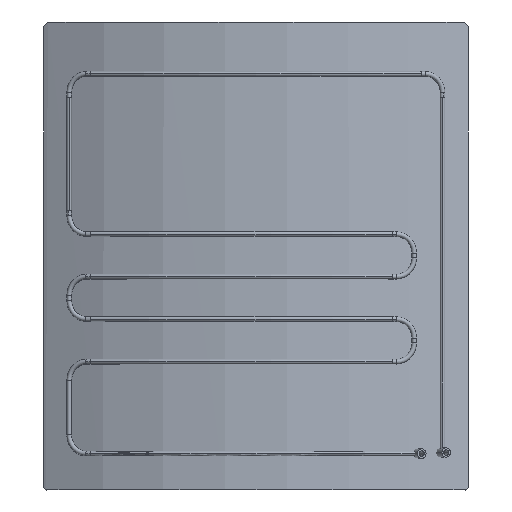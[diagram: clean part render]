
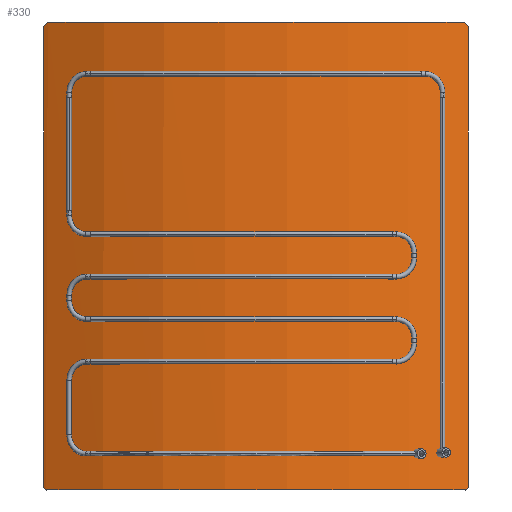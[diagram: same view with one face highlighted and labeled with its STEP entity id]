
A CAD part, top view. The second image highlights one B-rep face of the part: STEP entity #330.
In plain terms, the highlighted cylindrical face has radius 925 mm (diameter 1850 mm), a partial arc.
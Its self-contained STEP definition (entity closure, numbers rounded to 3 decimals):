
#33 = VERTEX_POINT ( 'NONE', #6438 ) ;
#283 = FACE_OUTER_BOUND ( 'NONE', #3115, .T. ) ;
#330 = ADVANCED_FACE ( 'NONE', ( #283 ), #3241, .T. ) ;
#463 = CARTESIAN_POINT ( 'NONE',  ( 0., 496., -808.161 ) ) ;
#543 = LINE ( 'NONE', #5186, #1944 ) ;
#582 = ORIENTED_EDGE ( 'NONE', *, *, #4562, .T. ) ;
#678 = CARTESIAN_POINT ( 'NONE',  ( 441.237, 496., 4.818 ) ) ;
#731 = VERTEX_POINT ( 'NONE', #5410 ) ;
#743 = AXIS2_PLACEMENT_3D ( 'NONE', #4758, #3781, #3444 ) ;
#990 = LINE ( 'NONE', #5995, #6844 ) ;
#1095 = DIRECTION ( 'NONE',  ( 0., 1., 0. ) ) ;
#1133 = CARTESIAN_POINT ( 'NONE',  ( 450., 486., 0. ) ) ;
#1242 =( BOUNDED_CURVE ( )  B_SPLINE_CURVE ( 3, ( #6321, #2486, #2287, #6716 ),
 .UNSPECIFIED., .F., .T. ) 
 B_SPLINE_CURVE_WITH_KNOTS ( ( 4, 4 ),
 ( 4.702, 4.712 ),
 .UNSPECIFIED. ) 
 CURVE ( )  GEOMETRIC_REPRESENTATION_ITEM ( )  RATIONAL_B_SPLINE_CURVE ( ( 1., 1., 1., 1. ) ) 
 REPRESENTATION_ITEM ( '' )  );
#1416 = VERTEX_POINT ( 'NONE', #3571 ) ;
#1437 = DIRECTION ( 'NONE',  ( 1., 0., 0. ) ) ;
#1519 = EDGE_CURVE ( 'NONE', #2301, #33, #990, .T. ) ;
#1608 = DIRECTION ( 'NONE',  ( 0., -1., 0. ) ) ;
#1776 = CARTESIAN_POINT ( 'NONE',  ( -447.086, -494.333, 1.618 ) ) ;
#1932 = CARTESIAN_POINT ( 'NONE',  ( 0., -496., -808.161 ) ) ;
#1944 = VECTOR ( 'NONE', #1608, 1000. ) ;
#2021 = CARTESIAN_POINT ( 'NONE',  ( -448.544, -492.667, 0.811 ) ) ;
#2045 = CARTESIAN_POINT ( 'NONE',  ( 447.086, -494.333, 1.618 ) ) ;
#2287 = CARTESIAN_POINT ( 'NONE',  ( -447.088, 489.333, 1.622 ) ) ;
#2292 = CARTESIAN_POINT ( 'NONE',  ( 444.167, 492.667, 3.228 ) ) ;
#2301 = VERTEX_POINT ( 'NONE', #1133 ) ;
#2486 = CARTESIAN_POINT ( 'NONE',  ( -444.167, 492.667, 3.228 ) ) ;
#2660 = CARTESIAN_POINT ( 'NONE',  ( 441.237, 496., 4.818 ) ) ;
#2951 = EDGE_CURVE ( 'NONE', #4819, #1416, #543, .T. ) ;
#2967 = ORIENTED_EDGE ( 'NONE', *, *, #6523, .T. ) ;
#3115 = EDGE_LOOP ( 'NONE', ( #4968, #2967, #3121, #3882, #6114, #4950, #6851, #582 ) ) ;
#3119 = VERTEX_POINT ( 'NONE', #6782 ) ;
#3121 = ORIENTED_EDGE ( 'NONE', *, *, #5429, .T. ) ;
#3241 = CYLINDRICAL_SURFACE ( 'NONE', #743, 925. ) ;
#3340 = AXIS2_PLACEMENT_3D ( 'NONE', #1932, #4218, #1437 ) ;
#3444 = DIRECTION ( 'NONE',  ( 0., 0., -1. ) ) ;
#3500 = CARTESIAN_POINT ( 'NONE',  ( 450., -491., 0. ) ) ;
#3571 = CARTESIAN_POINT ( 'NONE',  ( -450., -491., 0. ) ) ;
#3666 = CARTESIAN_POINT ( 'NONE',  ( -450., 486., 0. ) ) ;
#3781 = DIRECTION ( 'NONE',  ( 0., -1., 0. ) ) ;
#3817 =( BOUNDED_CURVE ( )  B_SPLINE_CURVE ( 3, ( #3852, #2021, #1776, #4971 ),
 .UNSPECIFIED., .F., .T. ) 
 B_SPLINE_CURVE_WITH_KNOTS ( ( 4, 4 ),
 ( 4.712, 4.718 ),
 .UNSPECIFIED. ) 
 CURVE ( )  GEOMETRIC_REPRESENTATION_ITEM ( )  RATIONAL_B_SPLINE_CURVE ( ( 1., 1., 1., 1. ) ) 
 REPRESENTATION_ITEM ( '' )  );
#3852 = CARTESIAN_POINT ( 'NONE',  ( -450., -491., 0. ) ) ;
#3863 = CIRCLE ( 'NONE', #3340, 925. ) ;
#3882 = ORIENTED_EDGE ( 'NONE', *, *, #6610, .T. ) ;
#4218 = DIRECTION ( 'NONE',  ( 0., 1., 0. ) ) ;
#4343 = EDGE_CURVE ( 'NONE', #731, #5290, #6412, .T. ) ;
#4562 = EDGE_CURVE ( 'NONE', #731, #4819, #1242, .T. ) ;
#4663 = CARTESIAN_POINT ( 'NONE',  ( -445.625, -496., 2.421 ) ) ;
#4758 = CARTESIAN_POINT ( 'NONE',  ( 0., 496., -808.161 ) ) ;
#4819 = VERTEX_POINT ( 'NONE', #3666 ) ;
#4879 = VERTEX_POINT ( 'NONE', #4663 ) ;
#4885 = AXIS2_PLACEMENT_3D ( 'NONE', #463, #1095, #5730 ) ;
#4950 = ORIENTED_EDGE ( 'NONE', *, *, #5851, .T. ) ;
#4968 = ORIENTED_EDGE ( 'NONE', *, *, #2951, .T. ) ;
#4971 = CARTESIAN_POINT ( 'NONE',  ( -445.625, -496., 2.421 ) ) ;
#5186 = CARTESIAN_POINT ( 'NONE',  ( -450., 496., 0. ) ) ;
#5290 = VERTEX_POINT ( 'NONE', #678 ) ;
#5410 = CARTESIAN_POINT ( 'NONE',  ( -441.237, 496., 4.818 ) ) ;
#5429 = EDGE_CURVE ( 'NONE', #4879, #3119, #3863, .T. ) ;
#5633 = CARTESIAN_POINT ( 'NONE',  ( 445.625, -496., 2.421 ) ) ;
#5730 = DIRECTION ( 'NONE',  ( 1., 0., 0. ) ) ;
#5828 =( BOUNDED_CURVE ( )  B_SPLINE_CURVE ( 3, ( #6837, #6543, #2292, #2660 ),
 .UNSPECIFIED., .F., .T. ) 
 B_SPLINE_CURVE_WITH_KNOTS ( ( 4, 4 ),
 ( 1.571, 1.582 ),
 .UNSPECIFIED. ) 
 CURVE ( )  GEOMETRIC_REPRESENTATION_ITEM ( )  RATIONAL_B_SPLINE_CURVE ( ( 1., 1., 1., 1. ) ) 
 REPRESENTATION_ITEM ( '' )  );
#5851 = EDGE_CURVE ( 'NONE', #2301, #5290, #5828, .T. ) ;
#5952 = CARTESIAN_POINT ( 'NONE',  ( 448.544, -492.667, 0.811 ) ) ;
#5995 = CARTESIAN_POINT ( 'NONE',  ( 450., 496., 0. ) ) ;
#6114 = ORIENTED_EDGE ( 'NONE', *, *, #1519, .F. ) ;
#6285 =( BOUNDED_CURVE ( )  B_SPLINE_CURVE ( 3, ( #5633, #2045, #5952, #3500 ),
 .UNSPECIFIED., .F., .T. ) 
 B_SPLINE_CURVE_WITH_KNOTS ( ( 4, 4 ),
 ( 1.565, 1.571 ),
 .UNSPECIFIED. ) 
 CURVE ( )  GEOMETRIC_REPRESENTATION_ITEM ( )  RATIONAL_B_SPLINE_CURVE ( ( 1., 1., 1., 1. ) ) 
 REPRESENTATION_ITEM ( '' )  );
#6314 = DIRECTION ( 'NONE',  ( 0., -1., 0. ) ) ;
#6321 = CARTESIAN_POINT ( 'NONE',  ( -441.237, 496., 4.818 ) ) ;
#6412 = CIRCLE ( 'NONE', #4885, 925. ) ;
#6438 = CARTESIAN_POINT ( 'NONE',  ( 450., -491., 0. ) ) ;
#6523 = EDGE_CURVE ( 'NONE', #1416, #4879, #3817, .T. ) ;
#6543 = CARTESIAN_POINT ( 'NONE',  ( 447.088, 489.333, 1.622 ) ) ;
#6610 = EDGE_CURVE ( 'NONE', #3119, #33, #6285, .T. ) ;
#6716 = CARTESIAN_POINT ( 'NONE',  ( -450., 486., 0. ) ) ;
#6782 = CARTESIAN_POINT ( 'NONE',  ( 445.625, -496., 2.421 ) ) ;
#6837 = CARTESIAN_POINT ( 'NONE',  ( 450., 486., 0. ) ) ;
#6844 = VECTOR ( 'NONE', #6314, 1000. ) ;
#6851 = ORIENTED_EDGE ( 'NONE', *, *, #4343, .F. ) ;
